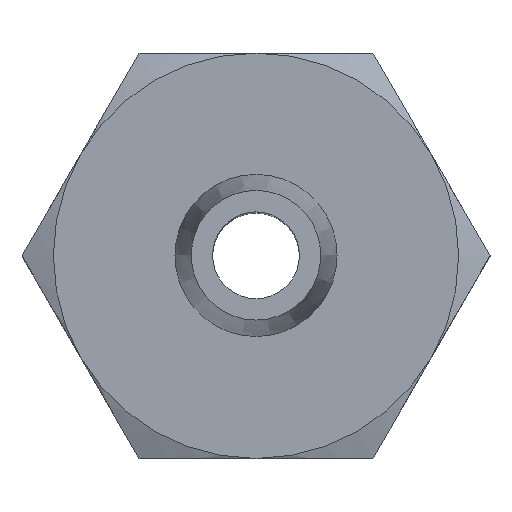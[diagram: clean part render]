
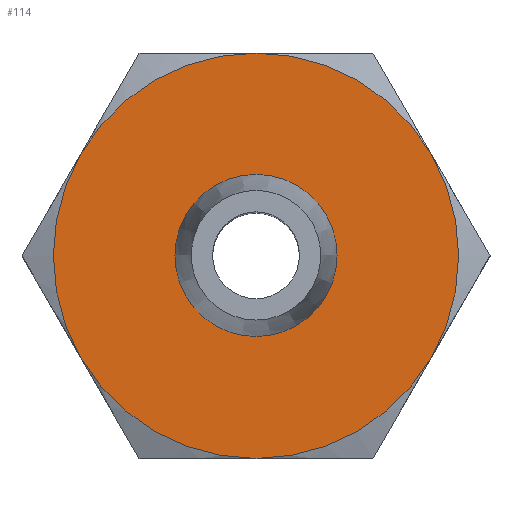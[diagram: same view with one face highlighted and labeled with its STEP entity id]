
A CAD part, top view. The second image highlights one B-rep face of the part: STEP entity #114.
In plain terms, the highlighted planar face has unit normal (0, 0, 1).
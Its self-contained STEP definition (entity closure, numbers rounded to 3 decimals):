
#114=ADVANCED_FACE('',(#642,#643),#661,.T.);
#324=VERTEX_POINT('',#326);
#326=CARTESIAN_POINT('',(-3.031,-1.75,
   3.5));
#369=VERTEX_POINT('',#371);
#371=CARTESIAN_POINT('',(-3.031,1.75,
   3.5));
#441=VERTEX_POINT('',#443);
#443=CARTESIAN_POINT('',(0.,3.5,3.5));
#479=VERTEX_POINT('',#481);
#481=CARTESIAN_POINT('',(3.031,1.75,
   3.5));
#517=VERTEX_POINT('',#519);
#519=CARTESIAN_POINT('',(3.031,-1.75,
   3.5));
#588=VERTEX_POINT('',#589);
#589=CARTESIAN_POINT('',(0.,-3.5,3.5));
#601=EDGE_CURVE('',#369,#324,#602,.T.);
#602=CIRCLE('',#603,3.5);
#603=AXIS2_PLACEMENT_3D('',#604,#605,#606);
#604=CARTESIAN_POINT('',(0.,0.,3.5));
#605=DIRECTION('',(0.,0.,1.));
#606=DIRECTION('',(1.,0.,0.));
#617=EDGE_CURVE('',#324,#588,#602,.T.);
#623=EDGE_CURVE('',#441,#369,#602,.T.);
#629=EDGE_CURVE('',#479,#441,#602,.T.);
#635=EDGE_CURVE('',#517,#479,#602,.T.);
#641=EDGE_CURVE('',#588,#517,#602,.T.);
#642=FACE_OUTER_BOUND('',#644,.T.);
#643=FACE_BOUND('',#645,.T.);
#644=EDGE_LOOP('',(#646));
#645=EDGE_LOOP('',(#655,#656,#657,#658,#659,#660));
#646=ORIENTED_EDGE('',*,*,#647,.T.);
#647=EDGE_CURVE('',#653,#653,#648,.T.);
#648=CIRCLE('',#649,1.15);
#649=AXIS2_PLACEMENT_3D('',#650,#651,#652);
#650=CARTESIAN_POINT('',(0.,0.,3.5));
#651=DIRECTION('',(0.,0.,-1.));
#652=DIRECTION('',(-1.,0.,0.));
#653=VERTEX_POINT('',#654);
#654=CARTESIAN_POINT('',(-1.15,0.,3.5));
#655=ORIENTED_EDGE('',*,*,#635,.T.);
#656=ORIENTED_EDGE('',*,*,#629,.T.);
#657=ORIENTED_EDGE('',*,*,#623,.T.);
#658=ORIENTED_EDGE('',*,*,#601,.T.);
#659=ORIENTED_EDGE('',*,*,#617,.T.);
#660=ORIENTED_EDGE('',*,*,#641,.T.);
#661=PLANE('',#662);
#662=AXIS2_PLACEMENT_3D('',#663,#664,#665);
#663=CARTESIAN_POINT('',(0.,-7.,3.5));
#664=DIRECTION('',(0.,0.,1.));
#665=DIRECTION('',(1.,0.,0.));
